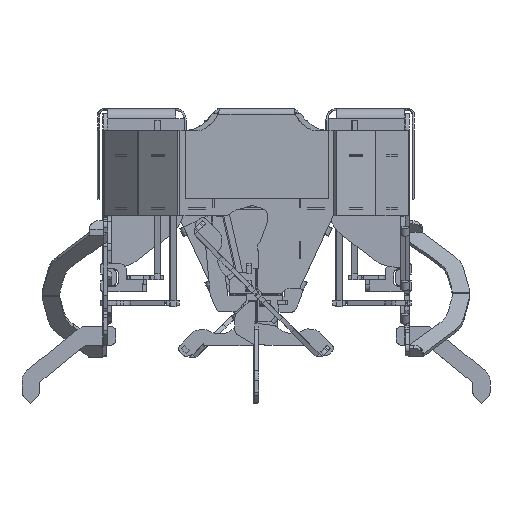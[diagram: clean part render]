
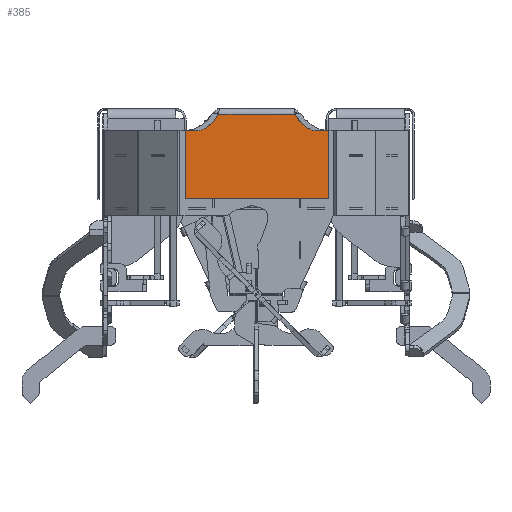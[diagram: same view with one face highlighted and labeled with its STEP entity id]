
A CAD part, top view. The second image highlights one B-rep face of the part: STEP entity #385.
In plain terms, the highlighted face is planar.
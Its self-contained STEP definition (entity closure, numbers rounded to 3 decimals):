
#352 = ORIENTED_EDGE ( 'NONE', *, *, #22956, .T. ) ;
#385 = ADVANCED_FACE ( 'NONE', ( #7112 ), #23139, .F. ) ;
#698 = CARTESIAN_POINT ( 'NONE',  ( 0., 5.05, 0. ) ) ;
#983 = LINE ( 'NONE', #14450, #17512 ) ;
#1000 = CARTESIAN_POINT ( 'NONE',  ( 4.952, 5.05, -0.658 ) ) ;
#1013 = CARTESIAN_POINT ( 'NONE',  ( -0.016, 5.05, -0.739 ) ) ;
#1015 = VECTOR ( 'NONE', #10878, 1000. ) ;
#1176 = CARTESIAN_POINT ( 'NONE',  ( -0.805, 5.05, -1.287 ) ) ;
#1302 = CARTESIAN_POINT ( 'NONE',  ( 5.3, 5.05, -1.017 ) ) ;
#1315 = CARTESIAN_POINT ( 'NONE',  ( -0.271, 5.05, -0.993 ) ) ;
#1355 = CARTESIAN_POINT ( 'NONE',  ( 6.7, 5.05, -1.3 ) ) ;
#1461 = DIRECTION ( 'NONE',  ( 1., 0., 0. ) ) ;
#1462 = CARTESIAN_POINT ( 'NONE',  ( 5.838, 5.05, -1.3 ) ) ;
#1643 = CARTESIAN_POINT ( 'NONE',  ( 0., 5.05, -0.35 ) ) ;
#1679 = EDGE_CURVE ( 'NONE', #16009, #27813, #21286, .T. ) ;
#2236 = ORIENTED_EDGE ( 'NONE', *, *, #16677, .F. ) ;
#2961 = DIRECTION ( 'NONE',  ( -1., 0., 0. ) ) ;
#3135 = CARTESIAN_POINT ( 'NONE',  ( 5.014, 5.05, -0.738 ) ) ;
#3422 = CARTESIAN_POINT ( 'NONE',  ( 5.558, 5.05, -1.186 ) ) ;
#3600 = CARTESIAN_POINT ( 'NONE',  ( -0.435, 5.05, -1.115 ) ) ;
#3701 = ORIENTED_EDGE ( 'NONE', *, *, #8867, .T. ) ;
#3743 = CARTESIAN_POINT ( 'NONE',  ( 0.113, 5.05, -0.575 ) ) ;
#4093 = B_SPLINE_CURVE_WITH_KNOTS ( 'NONE', 3,
 ( #6026, #12972, #1176, #8284, #12512, #26611, #28741, #24345, #26775, #3600, #12832, #21752, #1315, #8446, #24494, #19796, #1013, #29042, #15256, #3743, #10260, #6171 ),
 .UNSPECIFIED., .F., .F.,
 ( 4, 1, 1, 1, 2, 2, 1, 2, 2, 1, 1, 2, 2, 4 ),
 ( 0., 0.125, 0.187, 0.219, 0.234, 0.25, 0.375, 0.437, 0.5, 0.625, 0.687, 0.719, 0.75, 1. ),
 .UNSPECIFIED. ) ;
#4644 = ORIENTED_EDGE ( 'NONE', *, *, #27770, .T. ) ;
#5195 = EDGE_CURVE ( 'NONE', #27813, #5607, #23202, .T. ) ;
#5242 = DIRECTION ( 'NONE',  ( 0., 0., -1. ) ) ;
#5607 = VERTEX_POINT ( 'NONE', #7909 ) ;
#6026 = CARTESIAN_POINT ( 'NONE',  ( -0.95, 5.05, -1.3 ) ) ;
#6171 = CARTESIAN_POINT ( 'NONE',  ( 0.229, 5.05, -0.35 ) ) ;
#6932 = EDGE_LOOP ( 'NONE', ( #2236, #4644, #8202, #7496, #22117, #21517, #3701, #352 ) ) ;
#7112 = FACE_OUTER_BOUND ( 'NONE', #6932, .T. ) ;
#7496 = ORIENTED_EDGE ( 'NONE', *, *, #18162, .T. ) ;
#7556 = VERTEX_POINT ( 'NONE', #27860 ) ;
#7909 = CARTESIAN_POINT ( 'NONE',  ( -1.7, 5.05, -1.3 ) ) ;
#7979 = CARTESIAN_POINT ( 'NONE',  ( 5.95, 5.05, -1.3 ) ) ;
#8202 = ORIENTED_EDGE ( 'NONE', *, *, #26027, .T. ) ;
#8270 = CARTESIAN_POINT ( 'NONE',  ( 4.795, 5.05, -0.406 ) ) ;
#8284 = CARTESIAN_POINT ( 'NONE',  ( -0.692, 5.05, -1.247 ) ) ;
#8446 = CARTESIAN_POINT ( 'NONE',  ( -0.196, 5.05, -0.928 ) ) ;
#8686 = VECTOR ( 'NONE', #2961, 1000. ) ;
#8867 = EDGE_CURVE ( 'NONE', #5607, #7556, #17800, .T. ) ;
#9553 = AXIS2_PLACEMENT_3D ( 'NONE', #698, #16887, #5242 ) ;
#9700 = VECTOR ( 'NONE', #13959, 1000. ) ;
#9859 = DIRECTION ( 'NONE',  ( 1., 0., 0. ) ) ;
#9985 = CARTESIAN_POINT ( 'NONE',  ( 6.7, 5.05, -5.3 ) ) ;
#10079 = CARTESIAN_POINT ( 'NONE',  ( 4.932, 5.05, -0.63 ) ) ;
#10228 = DIRECTION ( 'NONE',  ( 0., 0., -1. ) ) ;
#10244 = CARTESIAN_POINT ( 'NONE',  ( 5.22, 5.05, -0.948 ) ) ;
#10260 = CARTESIAN_POINT ( 'NONE',  ( 0.181, 5.05, -0.462 ) ) ;
#10541 = CARTESIAN_POINT ( 'NONE',  ( 4.902, 5.05, -0.588 ) ) ;
#10878 = DIRECTION ( 'NONE',  ( -1., 0., 0. ) ) ;
#12122 = CARTESIAN_POINT ( 'NONE',  ( 6.7, 5.05, -1.3 ) ) ;
#12404 = CARTESIAN_POINT ( 'NONE',  ( 4.771, 5.05, -0.35 ) ) ;
#12497 = CARTESIAN_POINT ( 'NONE',  ( 4.964, 5.05, -0.673 ) ) ;
#12512 = CARTESIAN_POINT ( 'NONE',  ( -0.633, 5.05, -1.222 ) ) ;
#12832 = CARTESIAN_POINT ( 'NONE',  ( -0.353, 5.05, -1.057 ) ) ;
#12972 = CARTESIAN_POINT ( 'NONE',  ( -0.894, 5.05, -1.3 ) ) ;
#12978 = LINE ( 'NONE', #1643, #1015 ) ;
#13959 = DIRECTION ( 'NONE',  ( 0., 0., 1. ) ) ;
#14450 = CARTESIAN_POINT ( 'NONE',  ( 6.7, 5.05, -5.3 ) ) ;
#14603 = VERTEX_POINT ( 'NONE', #12404 ) ;
#15256 = CARTESIAN_POINT ( 'NONE',  ( 0.014, 5.05, -0.702 ) ) ;
#15515 = VERTEX_POINT ( 'NONE', #17318 ) ;
#16009 = VERTEX_POINT ( 'NONE', #9985 ) ;
#16089 = VERTEX_POINT ( 'NONE', #1355 ) ;
#16677 = EDGE_CURVE ( 'NONE', #14603, #21532, #12978, .T. ) ;
#16887 = DIRECTION ( 'NONE',  ( 0., -1., 0. ) ) ;
#17060 = CARTESIAN_POINT ( 'NONE',  ( 5.079, 5.05, -0.812 ) ) ;
#17318 = CARTESIAN_POINT ( 'NONE',  ( 5.95, 5.05, -1.3 ) ) ;
#17345 = CARTESIAN_POINT ( 'NONE',  ( 5.38, 5.05, -1.079 ) ) ;
#17512 = VECTOR ( 'NONE', #10228, 1000. ) ;
#17800 = LINE ( 'NONE', #24934, #29166 ) ;
#18162 = EDGE_CURVE ( 'NONE', #16089, #16009, #983, .T. ) ;
#19482 = CARTESIAN_POINT ( 'NONE',  ( 5.524, 5.05, -1.167 ) ) ;
#19796 = CARTESIAN_POINT ( 'NONE',  ( -0.048, 5.05, -0.776 ) ) ;
#21286 = LINE ( 'NONE', #23548, #8686 ) ;
#21517 = ORIENTED_EDGE ( 'NONE', *, *, #5195, .T. ) ;
#21529 = LINE ( 'NONE', #12122, #28634 ) ;
#21532 = VERTEX_POINT ( 'NONE', #29680 ) ;
#21742 = CARTESIAN_POINT ( 'NONE',  ( 5.476, 5.05, -1.139 ) ) ;
#21752 = CARTESIAN_POINT ( 'NONE',  ( -0.3, 5.05, -1.016 ) ) ;
#22117 = ORIENTED_EDGE ( 'NONE', *, *, #1679, .T. ) ;
#22192 = CARTESIAN_POINT ( 'NONE',  ( 5.149, 5.05, -0.882 ) ) ;
#22956 = EDGE_CURVE ( 'NONE', #7556, #21532, #4093, .T. ) ;
#23114 = B_SPLINE_CURVE_WITH_KNOTS ( 'NONE', 3,
 ( #28729, #8270, #26761, #10541, #10079, #1000, #12497, #3135, #17060, #22192, #24017, #10244, #1302, #17345, #21742, #19482, #26596, #3422, #26142, #26303, #1462, #7979 ),
 .UNSPECIFIED., .F., .F.,
 ( 4, 1, 1, 2, 2, 1, 2, 2, 1, 1, 1, 2, 2, 4 ),
 ( 0., 0.125, 0.187, 0.219, 0.25, 0.375, 0.437, 0.5, 0.625, 0.687, 0.719, 0.734, 0.75, 1. ),
 .UNSPECIFIED. ) ;
#23139 = PLANE ( 'NONE',  #9553 ) ;
#23202 = LINE ( 'NONE', #26066, #9700 ) ;
#23548 = CARTESIAN_POINT ( 'NONE',  ( -1.7, 5.05, -5.3 ) ) ;
#24017 = CARTESIAN_POINT ( 'NONE',  ( 5.197, 5.05, -0.927 ) ) ;
#24168 = CARTESIAN_POINT ( 'NONE',  ( -1.7, 5.05, -5.3 ) ) ;
#24345 = CARTESIAN_POINT ( 'NONE',  ( -0.579, 5.05, -1.196 ) ) ;
#24494 = CARTESIAN_POINT ( 'NONE',  ( -0.124, 5.05, -0.86 ) ) ;
#24934 = CARTESIAN_POINT ( 'NONE',  ( 0.3, 5.05, -1.3 ) ) ;
#26027 = EDGE_CURVE ( 'NONE', #15515, #16089, #21529, .T. ) ;
#26066 = CARTESIAN_POINT ( 'NONE',  ( -1.7, 5.05, -1.3 ) ) ;
#26142 = CARTESIAN_POINT ( 'NONE',  ( 5.564, 5.05, -1.188 ) ) ;
#26303 = CARTESIAN_POINT ( 'NONE',  ( 5.712, 5.05, -1.264 ) ) ;
#26596 = CARTESIAN_POINT ( 'NONE',  ( 5.545, 5.05, -1.178 ) ) ;
#26611 = CARTESIAN_POINT ( 'NONE',  ( -0.607, 5.05, -1.21 ) ) ;
#26761 = CARTESIAN_POINT ( 'NONE',  ( 4.838, 5.05, -0.49 ) ) ;
#26775 = CARTESIAN_POINT ( 'NONE',  ( -0.517, 5.05, -1.164 ) ) ;
#27770 = EDGE_CURVE ( 'NONE', #14603, #15515, #23114, .T. ) ;
#27813 = VERTEX_POINT ( 'NONE', #24168 ) ;
#27860 = CARTESIAN_POINT ( 'NONE',  ( -0.95, 5.05, -1.3 ) ) ;
#28634 = VECTOR ( 'NONE', #9859, 1000. ) ;
#28729 = CARTESIAN_POINT ( 'NONE',  ( 4.771, 5.05, -0.35 ) ) ;
#28741 = CARTESIAN_POINT ( 'NONE',  ( -0.59, 5.05, -1.201 ) ) ;
#29042 = CARTESIAN_POINT ( 'NONE',  ( 0.005, 5.05, -0.713 ) ) ;
#29166 = VECTOR ( 'NONE', #1461, 1000. ) ;
#29680 = CARTESIAN_POINT ( 'NONE',  ( 0.229, 5.05, -0.35 ) ) ;
